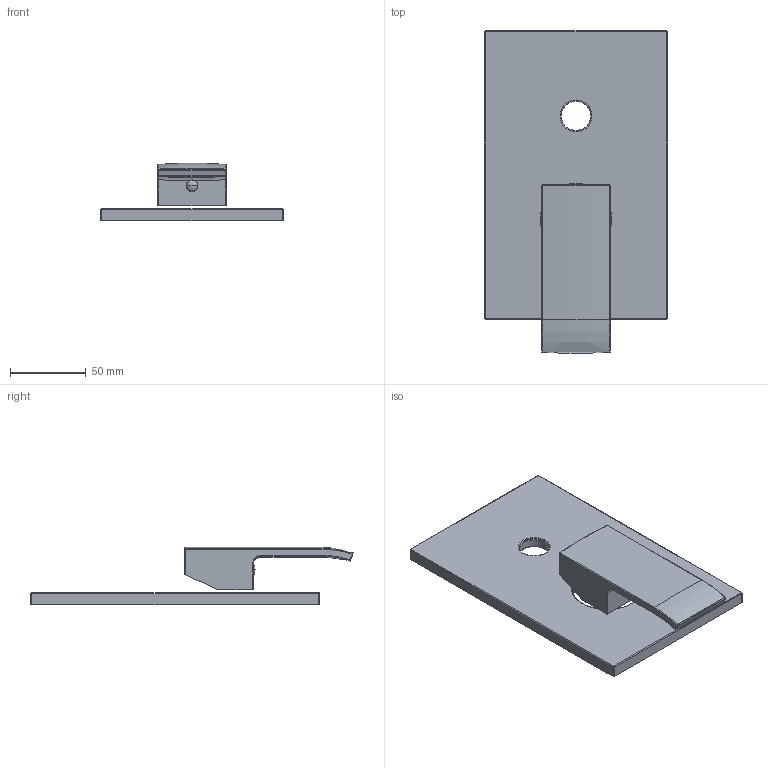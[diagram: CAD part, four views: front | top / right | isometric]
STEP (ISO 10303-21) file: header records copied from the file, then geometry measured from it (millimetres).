
FILE_DESCRIPTION((''),'2;1');
FILE_NAME('EL015CREST','2021-11-04T10:09:18',('ut3'),('PAFFONI SpA'),'CREO PARAMETRIC BY PTC INC, 2020044','CREO PARAMETRIC BY PTC INC, 2020044','');
FILE_SCHEMA(('CONFIG_CONTROL_DESIGN','SHAPE_APPEARANCE_LAYERS_GROUPS'));
Length unit declared in the file: millimetre
Products named in the file (1): EL015CREST
Bounding box: 120 x 212.33 x 37.91 mm (x, y, z)
Volume: 146608.9 mm3; surface area: 74349.4 mm2
Topology: 2 solids, 2 shells, 229 faces, 528 edges, 315 vertices
Faces by surface type: cylinder 85, plane 77, torus 29, sphere 16, bspline 13, cone 9
Entity records: 9201 total; most frequent: CARTESIAN_POINT 2365, DIRECTION 1115, ORIENTED_EDGE 1052, EDGE_CURVE 526, AXIS2_PLACEMENT_3D 431, VERTEX_POINT 315, VECTOR 253, LINE 253
